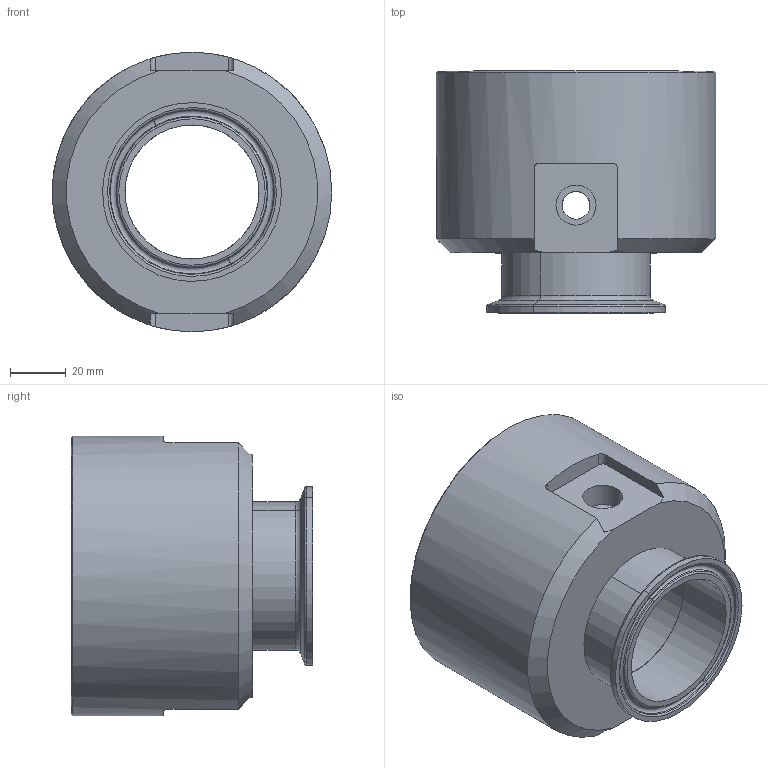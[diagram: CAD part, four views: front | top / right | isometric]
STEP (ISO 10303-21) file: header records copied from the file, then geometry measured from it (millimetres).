
FILE_DESCRIPTION(/* description */ ('Alibre Inc.'),/* implementation_level */ '2;1');
FILE_NAME(/* name */ 'export0',/* time_stamp */ '2023-05-12T10:45:11+02:00',/* author */ (''),/* organization */ (''),/* preprocessor_version */ 'ST-DEVELOPER v14',/* originating_system */ 'Alibre',/* authorisation */ '');
FILE_SCHEMA (('CONFIG_CONTROL_DESIGN'));
Length unit declared in the file: centimetre
Products named in the file (3): ID_1; ID_2
Bounding box: 100 x 86.5 x 100 mm (x, y, z)
Volume: 303588.8 mm3; surface area: 58085.6 mm2
Topology: 2 solids, 2 shells, 200 faces, 511 edges, 335 vertices
Faces by surface type: plane 98, cylinder 68, bspline 15, torus 10, cone 9
Full cylindrical faces by diameter (mm): 10 x2, 14.376 x2, 48 x1, 85 x1, 100 x1
Entity records: 10031 total; most frequent: CARTESIAN_POINT 5255, ORIENTED_EDGE 996, DIRECTION 764, EDGE_CURVE 498, VERTEX_POINT 330, AXIS2_PLACEMENT_3D 320, EDGE_LOOP 236, FACE_BOUND 236
